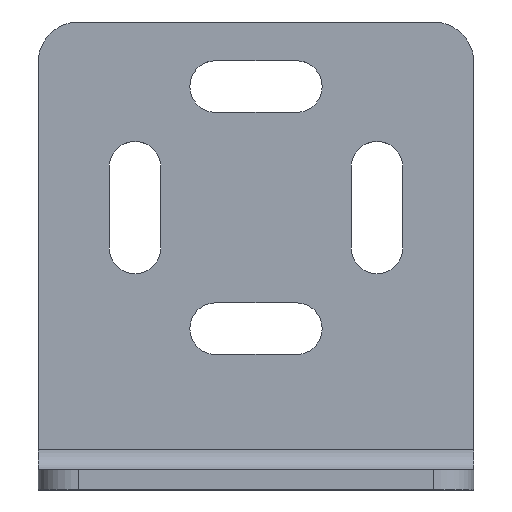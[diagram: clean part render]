
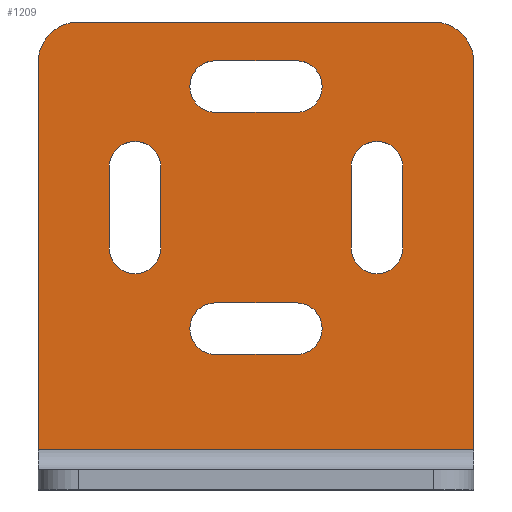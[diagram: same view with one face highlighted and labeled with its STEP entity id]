
A CAD part, top view. The second image highlights one B-rep face of the part: STEP entity #1209.
In plain terms, the highlighted planar face has unit normal (0, 0, 1).
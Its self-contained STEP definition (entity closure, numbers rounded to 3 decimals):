
#248=CARTESIAN_POINT('',(-22.,24.,1.25));
#249=DIRECTION('',(0.,0.,1.));
#250=DIRECTION('',(0.,1.,0.));
#251=AXIS2_PLACEMENT_3D('',#248,#249,#250);
#256=DIRECTION('',(-1.,0.,0.));
#257=VECTOR('',#256,44.);
#258=CARTESIAN_POINT('',(22.,29.,1.25));
#259=LINE('',#258,#257);
#263=CARTESIAN_POINT('',(22.,24.,1.25));
#264=DIRECTION('',(0.,0.,1.));
#265=DIRECTION('',(1.,0.,0.));
#266=AXIS2_PLACEMENT_3D('',#263,#264,#265);
#271=DIRECTION('',(0.,1.,0.));
#272=VECTOR('',#271,48.);
#273=CARTESIAN_POINT('',(27.,-24.,1.25));
#274=LINE('',#273,#272);
#278=DIRECTION('',(-1.,0.,0.));
#279=VECTOR('',#278,54.);
#280=CARTESIAN_POINT('',(27.,-24.,1.25));
#281=LINE('',#280,#279);
#285=DIRECTION('',(0.,-1.,0.));
#286=VECTOR('',#285,48.);
#287=CARTESIAN_POINT('',(-27.,24.,1.25));
#288=LINE('',#287,#286);
#292=CARTESIAN_POINT('',(-15.,1.,1.25));
#293=DIRECTION('',(0.,0.,1.));
#294=DIRECTION('',(-1.,0.,0.));
#295=AXIS2_PLACEMENT_3D('',#292,#293,#294);
#300=DIRECTION('',(0.,1.,0.));
#301=VECTOR('',#300,10.);
#302=CARTESIAN_POINT('',(-11.8,1.,1.25));
#303=LINE('',#302,#301);
#307=CARTESIAN_POINT('',(-15.,11.,1.25));
#308=DIRECTION('',(0.,0.,1.));
#309=DIRECTION('',(1.,0.,0.));
#310=AXIS2_PLACEMENT_3D('',#307,#308,#309);
#315=DIRECTION('',(0.,-1.,0.));
#316=VECTOR('',#315,10.);
#317=CARTESIAN_POINT('',(-18.2,11.,1.25));
#318=LINE('',#317,#316);
#322=DIRECTION('',(0.,1.,0.));
#323=VECTOR('',#322,10.);
#324=CARTESIAN_POINT('',(18.2,1.,1.25));
#325=LINE('',#324,#323);
#329=CARTESIAN_POINT('',(15.,11.,1.25));
#330=DIRECTION('',(0.,0.,1.));
#331=DIRECTION('',(1.,0.,0.));
#332=AXIS2_PLACEMENT_3D('',#329,#330,#331);
#337=DIRECTION('',(0.,-1.,0.));
#338=VECTOR('',#337,10.);
#339=CARTESIAN_POINT('',(11.8,11.,1.25));
#340=LINE('',#339,#338);
#344=CARTESIAN_POINT('',(15.,1.,1.25));
#345=DIRECTION('',(0.,0.,1.));
#346=DIRECTION('',(-1.,0.,0.));
#347=AXIS2_PLACEMENT_3D('',#344,#345,#346);
#352=DIRECTION('',(-1.,0.,0.));
#353=VECTOR('',#352,10.);
#354=CARTESIAN_POINT('',(5.,24.2,1.25));
#355=LINE('',#354,#353);
#359=CARTESIAN_POINT('',(-5.,21.,1.25));
#360=DIRECTION('',(0.,0.,1.));
#361=DIRECTION('',(0.,1.,0.));
#362=AXIS2_PLACEMENT_3D('',#359,#360,#361);
#367=DIRECTION('',(1.,0.,0.));
#368=VECTOR('',#367,10.);
#369=CARTESIAN_POINT('',(-5.,17.8,1.25));
#370=LINE('',#369,#368);
#374=CARTESIAN_POINT('',(5.,21.,1.25));
#375=DIRECTION('',(0.,0.,1.));
#376=DIRECTION('',(0.,-1.,0.));
#377=AXIS2_PLACEMENT_3D('',#374,#375,#376);
#382=CARTESIAN_POINT('',(5.,-9.,1.25));
#383=DIRECTION('',(0.,0.,1.));
#384=DIRECTION('',(0.,-1.,0.));
#385=AXIS2_PLACEMENT_3D('',#382,#383,#384);
#390=DIRECTION('',(-1.,0.,0.));
#391=VECTOR('',#390,10.);
#392=CARTESIAN_POINT('',(5.,-5.8,1.25));
#393=LINE('',#392,#391);
#397=CARTESIAN_POINT('',(-5.,-9.,1.25));
#398=DIRECTION('',(0.,0.,1.));
#399=DIRECTION('',(0.,1.,0.));
#400=AXIS2_PLACEMENT_3D('',#397,#398,#399);
#405=DIRECTION('',(1.,0.,0.));
#406=VECTOR('',#405,10.);
#407=CARTESIAN_POINT('',(-5.,-12.2,1.25));
#408=LINE('',#407,#406);
#851=CARTESIAN_POINT('',(27.,-24.,1.25));
#852=CARTESIAN_POINT('',(-27.,-24.,1.25));
#853=VERTEX_POINT('',#851);
#854=VERTEX_POINT('',#852);
#863=CARTESIAN_POINT('',(-22.,29.,1.25));
#864=VERTEX_POINT('',#863);
#865=CARTESIAN_POINT('',(-27.,24.,1.25));
#866=VERTEX_POINT('',#865);
#871=CARTESIAN_POINT('',(27.,24.,1.25));
#872=VERTEX_POINT('',#871);
#873=CARTESIAN_POINT('',(22.,29.,1.25));
#874=VERTEX_POINT('',#873);
#963=CARTESIAN_POINT('',(-18.2,1.,1.25));
#964=CARTESIAN_POINT('',(-11.8,1.,1.25));
#965=VERTEX_POINT('',#963);
#966=VERTEX_POINT('',#964);
#967=CARTESIAN_POINT('',(-11.8,11.,1.25));
#968=VERTEX_POINT('',#967);
#969=CARTESIAN_POINT('',(-18.2,11.,1.25));
#970=VERTEX_POINT('',#969);
#971=CARTESIAN_POINT('',(18.2,1.,1.25));
#972=CARTESIAN_POINT('',(18.2,11.,1.25));
#973=VERTEX_POINT('',#971);
#974=VERTEX_POINT('',#972);
#975=CARTESIAN_POINT('',(11.8,11.,1.25));
#976=VERTEX_POINT('',#975);
#977=CARTESIAN_POINT('',(11.8,1.,1.25));
#978=VERTEX_POINT('',#977);
#979=CARTESIAN_POINT('',(5.,24.2,1.25));
#980=CARTESIAN_POINT('',(-5.,24.2,1.25));
#981=VERTEX_POINT('',#979);
#982=VERTEX_POINT('',#980);
#983=CARTESIAN_POINT('',(-5.,17.8,1.25));
#984=VERTEX_POINT('',#983);
#985=CARTESIAN_POINT('',(5.,17.8,1.25));
#986=VERTEX_POINT('',#985);
#987=CARTESIAN_POINT('',(5.,-12.2,1.25));
#988=CARTESIAN_POINT('',(5.,-5.8,1.25));
#989=VERTEX_POINT('',#987);
#990=VERTEX_POINT('',#988);
#991=CARTESIAN_POINT('',(-5.,-5.8,1.25));
#992=VERTEX_POINT('',#991);
#993=CARTESIAN_POINT('',(-5.,-12.2,1.25));
#994=VERTEX_POINT('',#993);
#1155=CARTESIAN_POINT('',(0.,0.,1.25));
#1156=DIRECTION('',(0.,0.,1.));
#1157=DIRECTION('',(1.,0.,0.));
#1158=AXIS2_PLACEMENT_3D('',#1155,#1156,#1157);
#1159=PLANE('',#1158);
#1160=ORIENTED_EDGE('',*,*,#1063,.F.);
#1161=ORIENTED_EDGE('',*,*,#1079,.F.);
#1162=ORIENTED_EDGE('',*,*,#1092,.F.);
#1163=ORIENTED_EDGE('',*,*,#1115,.F.);
#1165=ORIENTED_EDGE('',*,*,#1164,.T.);
#1166=ORIENTED_EDGE('',*,*,#1140,.F.);
#1167=EDGE_LOOP('',(#1160,#1161,#1162,#1163,#1165,#1166));
#1168=FACE_OUTER_BOUND('',#1167,.F.);
#1170=ORIENTED_EDGE('',*,*,#1169,.T.);
#1172=ORIENTED_EDGE('',*,*,#1171,.T.);
#1174=ORIENTED_EDGE('',*,*,#1173,.T.);
#1176=ORIENTED_EDGE('',*,*,#1175,.T.);
#1177=EDGE_LOOP('',(#1170,#1172,#1174,#1176));
#1178=FACE_BOUND('',#1177,.F.);
#1180=ORIENTED_EDGE('',*,*,#1179,.T.);
#1182=ORIENTED_EDGE('',*,*,#1181,.T.);
#1184=ORIENTED_EDGE('',*,*,#1183,.T.);
#1186=ORIENTED_EDGE('',*,*,#1185,.T.);
#1187=EDGE_LOOP('',(#1180,#1182,#1184,#1186));
#1188=FACE_BOUND('',#1187,.F.);
#1190=ORIENTED_EDGE('',*,*,#1189,.T.);
#1192=ORIENTED_EDGE('',*,*,#1191,.T.);
#1194=ORIENTED_EDGE('',*,*,#1193,.T.);
#1196=ORIENTED_EDGE('',*,*,#1195,.T.);
#1197=EDGE_LOOP('',(#1190,#1192,#1194,#1196));
#1198=FACE_BOUND('',#1197,.F.);
#1200=ORIENTED_EDGE('',*,*,#1199,.T.);
#1202=ORIENTED_EDGE('',*,*,#1201,.T.);
#1204=ORIENTED_EDGE('',*,*,#1203,.T.);
#1206=ORIENTED_EDGE('',*,*,#1205,.T.);
#1207=EDGE_LOOP('',(#1200,#1202,#1204,#1206));
#1208=FACE_BOUND('',#1207,.F.);
#1209=ADVANCED_FACE('',(#1168,#1178,#1188,#1198,#1208),#1159,.T.);
#252=CIRCLE('',#251,5.);
#267=CIRCLE('',#266,5.);
#296=CIRCLE('',#295,3.2);
#311=CIRCLE('',#310,3.2);
#333=CIRCLE('',#332,3.2);
#348=CIRCLE('',#347,3.2);
#363=CIRCLE('',#362,3.2);
#378=CIRCLE('',#377,3.2);
#386=CIRCLE('',#385,3.2);
#401=CIRCLE('',#400,3.2);
#1063=EDGE_CURVE('',#864,#866,#252,.T.);
#1079=EDGE_CURVE('',#874,#864,#259,.T.);
#1092=EDGE_CURVE('',#872,#874,#267,.T.);
#1115=EDGE_CURVE('',#853,#872,#274,.T.);
#1140=EDGE_CURVE('',#866,#854,#288,.T.);
#1164=EDGE_CURVE('',#853,#854,#281,.T.);
#1169=EDGE_CURVE('',#965,#966,#296,.T.);
#1171=EDGE_CURVE('',#966,#968,#303,.T.);
#1173=EDGE_CURVE('',#968,#970,#311,.T.);
#1175=EDGE_CURVE('',#970,#965,#318,.T.);
#1179=EDGE_CURVE('',#973,#974,#325,.T.);
#1181=EDGE_CURVE('',#974,#976,#333,.T.);
#1183=EDGE_CURVE('',#976,#978,#340,.T.);
#1185=EDGE_CURVE('',#978,#973,#348,.T.);
#1189=EDGE_CURVE('',#981,#982,#355,.T.);
#1191=EDGE_CURVE('',#982,#984,#363,.T.);
#1193=EDGE_CURVE('',#984,#986,#370,.T.);
#1195=EDGE_CURVE('',#986,#981,#378,.T.);
#1199=EDGE_CURVE('',#989,#990,#386,.T.);
#1201=EDGE_CURVE('',#990,#992,#393,.T.);
#1203=EDGE_CURVE('',#992,#994,#401,.T.);
#1205=EDGE_CURVE('',#994,#989,#408,.T.);
